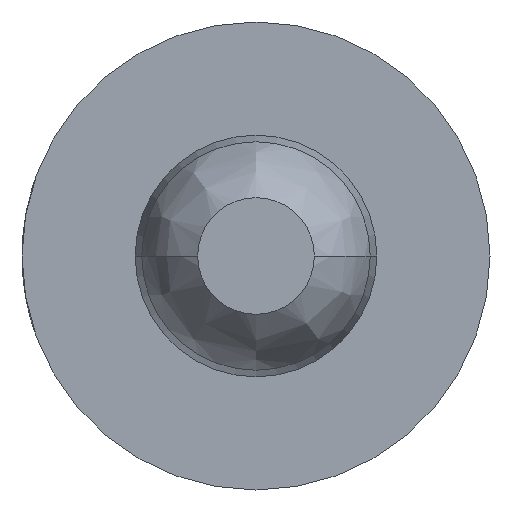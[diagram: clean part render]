
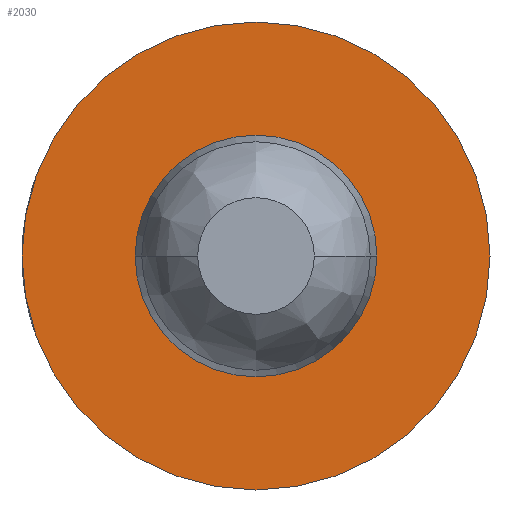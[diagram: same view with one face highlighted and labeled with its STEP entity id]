
A CAD part, front view. The second image highlights one B-rep face of the part: STEP entity #2030.
In plain terms, the highlighted planar face has unit normal (0, -1, 0).
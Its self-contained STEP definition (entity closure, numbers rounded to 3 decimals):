
#707=CARTESIAN_POINT('',(0.,-0.784,0.));
#708=DIRECTION('',(0.,1.,0.));
#709=DIRECTION('',(-1.,0.,0.));
#710=AXIS2_PLACEMENT_3D('',#707,#708,#709);
#712=CARTESIAN_POINT('',(0.,-0.784,0.));
#713=DIRECTION('',(0.,-1.,0.));
#714=DIRECTION('',(-1.,0.,0.));
#715=AXIS2_PLACEMENT_3D('',#712,#713,#714);
#717=CARTESIAN_POINT('',(0.,-0.784,0.));
#718=DIRECTION('',(0.,-1.,0.));
#719=DIRECTION('',(-1.,0.,0.));
#720=AXIS2_PLACEMENT_3D('',#717,#718,#719);
#726=CARTESIAN_POINT('',(0.,-0.784,0.));
#727=DIRECTION('',(0.,1.,0.));
#728=DIRECTION('',(-1.,0.,0.));
#729=AXIS2_PLACEMENT_3D('',#726,#727,#728);
#945=CARTESIAN_POINT('',(-0.344,-0.784,0.));
#947=VERTEX_POINT('',#945);
#958=CARTESIAN_POINT('',(0.667,-0.784,0.));
#960=VERTEX_POINT('',#958);
#961=CARTESIAN_POINT('',(0.344,-0.784,0.));
#963=VERTEX_POINT('',#961);
#969=CARTESIAN_POINT('',(-0.667,-0.784,0.));
#970=VERTEX_POINT('',#969);
#2015=CARTESIAN_POINT('',(0.,-0.784,0.));
#2016=DIRECTION('',(0.,-1.,0.));
#2017=DIRECTION('',(-1.,0.,0.));
#2018=AXIS2_PLACEMENT_3D('',#2015,#2016,#2017);
#2019=PLANE('',#2018);
#2020=ORIENTED_EDGE('',*,*,#1496,.T.);
#2021=ORIENTED_EDGE('',*,*,#1312,.F.);
#2022=EDGE_LOOP('',(#2020,#2021));
#2023=FACE_OUTER_BOUND('',#2022,.F.);
#2025=ORIENTED_EDGE('',*,*,#2024,.T.);
#2027=ORIENTED_EDGE('',*,*,#2026,.F.);
#2028=EDGE_LOOP('',(#2025,#2027));
#2029=FACE_BOUND('',#2028,.F.);
#2030=ADVANCED_FACE('',(#2023,#2029),#2019,.T.);
#711=CIRCLE('',#710,0.667);
#716=CIRCLE('',#715,0.667);
#721=CIRCLE('',#720,0.344);
#730=CIRCLE('',#729,0.344);
#1312=EDGE_CURVE('',#970,#960,#716,.T.);
#1496=EDGE_CURVE('',#970,#960,#711,.T.);
#2024=EDGE_CURVE('',#947,#963,#721,.T.);
#2026=EDGE_CURVE('',#947,#963,#730,.T.);
